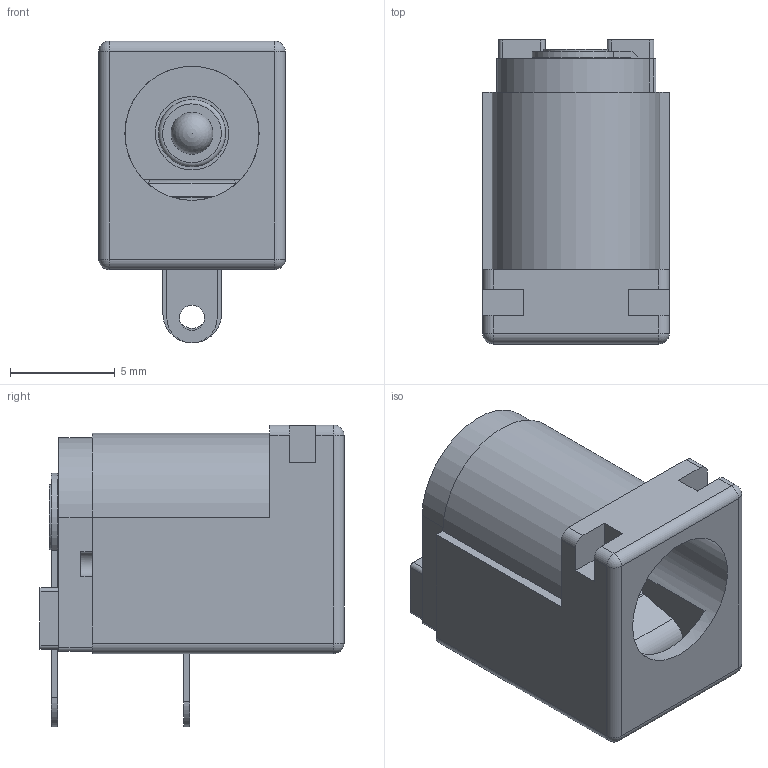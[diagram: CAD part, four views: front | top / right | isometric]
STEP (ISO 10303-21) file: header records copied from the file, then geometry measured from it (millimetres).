
FILE_DESCRIPTION(/* description */ ('STEP AP214'),/* implementation_level */ '2;1');
FILE_NAME(/* name */ 'CUI_DEVICES_PJ-037A.step',/* time_stamp */ '2024-06-11T17:21:30-04:00',/* author */ ('cfang'),/* organization */ (''),/* preprocessor_version */ 'ST-DEVELOPER v20',/* originating_system */ 'Autodesk Inventor 2025',/* authorisation */ '');
FILE_SCHEMA (('AUTOMOTIVE_DESIGN { 1 0 10303 214 3 1 1 }'));
Length unit declared in the file: millimetre
Products named in the file (1): CUI_DEVICES_PJ-037A
Bounding box: 8.9 x 14.5 x 14.4 mm (x, y, z)
Volume: 674.2 mm3; surface area: 1527.1 mm2
Topology: 1 solids, 1 shells, 210 faces, 571 edges, 359 vertices
Faces by surface type: plane 124, cylinder 63, bspline 12, sphere 5, torus 4, cone 2
Full cylindrical faces by diameter (mm): 1.2 x1, 1.4 x1, 1.5 x1, 2 x2, 2.1 x1, 2.15 x1, 2.2 x1, 3.1 x1, 3.2 x1, 3.5 x1, 6.4 x1
Entity records: 8156 total; most frequent: CARTESIAN_POINT 2560, ORIENTED_EDGE 1130, DIRECTION 1077, EDGE_CURVE 565, LINE 403, VECTOR 403, VERTEX_POINT 359, AXIS2_PLACEMENT_3D 337
